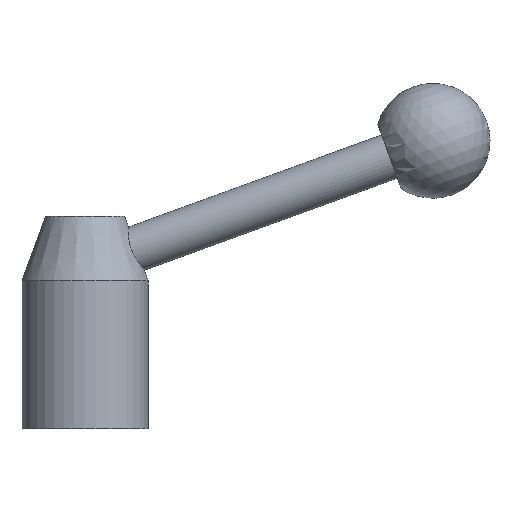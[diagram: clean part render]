
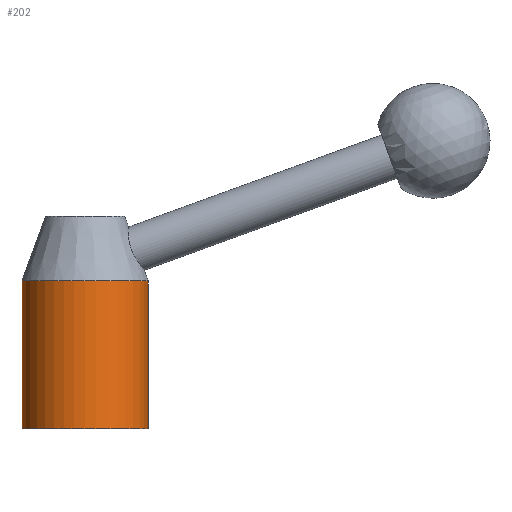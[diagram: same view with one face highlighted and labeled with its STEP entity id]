
A CAD part, front view. The second image highlights one B-rep face of the part: STEP entity #202.
In plain terms, the highlighted cylindrical face has radius 11 mm (diameter 22 mm), a partial arc.
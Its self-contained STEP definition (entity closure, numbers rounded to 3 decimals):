
#120=EDGE_CURVE('',#252,#270,#328,.T.);
#188=EDGE_CURVE('',#252,#224,#408,.T.);
#200=VERTEX_POINT('',#420);
#202=ADVANCED_FACE('',(#422),#423,.T.);
#224=VERTEX_POINT('',#448);
#228=EDGE_CURVE('',#200,#270,#453,.T.);
#252=VERTEX_POINT('',#478);
#270=VERTEX_POINT('',#500);
#310=EDGE_CURVE('',#224,#200,#543,.T.);
#328=CIRCLE('',#552,11.0);
#408=LINE('',#647,#648);
#420=CARTESIAN_POINT('',(11.0,0.0,0.0));
#422=FACE_OUTER_BOUND('',#666,.T.);
#423=CYLINDRICAL_SURFACE('',#667,11.0);
#448=CARTESIAN_POINT('',(-11.0,0.,0.0));
#453=LINE('',#756,#757);
#478=CARTESIAN_POINT('',(-11.0,0.,25.724));
#500=CARTESIAN_POINT('',(11.0,0.0,25.724));
#543=CIRCLE('',#894,11.0);
#552=AXIS2_PLACEMENT_3D('',#896,#897,#898);
#647=CARTESIAN_POINT('',(-11.0,0.,12.862));
#648=VECTOR('',#1019,1.0);
#666=EDGE_LOOP('',(#1028,#1029,#1030,#1031));
#667=AXIS2_PLACEMENT_3D('',#1032,#1033,#1034);
#756=CARTESIAN_POINT('',(11.0,0.,12.862));
#757=VECTOR('',#1064,1.0);
#894=AXIS2_PLACEMENT_3D('',#1164,#1165,#1166);
#896=CARTESIAN_POINT('',(0.0,0.0,25.724));
#897=DIRECTION('',(0.0,0.0,1.0));
#898=DIRECTION('',(1.0,0.0,0.0));
#1019=DIRECTION('',(-0.0,-0.0,-1.0));
#1028=ORIENTED_EDGE('',*,*,#228,.T.);
#1029=ORIENTED_EDGE('',*,*,#120,.F.);
#1030=ORIENTED_EDGE('',*,*,#188,.T.);
#1031=ORIENTED_EDGE('',*,*,#310,.T.);
#1032=CARTESIAN_POINT('',(0.0,0.0,12.862));
#1033=DIRECTION('',(-0.0,-0.0,-1.0));
#1034=DIRECTION('',(1.0,0.0,0.0));
#1064=DIRECTION('',(0.0,0.0,1.0));
#1164=CARTESIAN_POINT('',(0.0,0.0,0.0));
#1165=DIRECTION('',(0.0,0.0,1.0));
#1166=DIRECTION('',(1.0,0.0,0.0));
